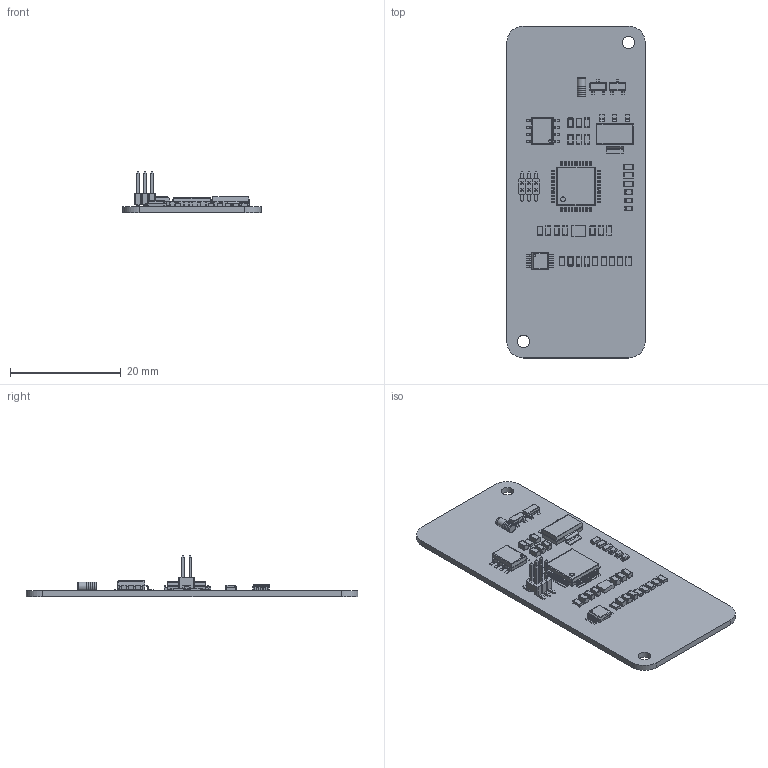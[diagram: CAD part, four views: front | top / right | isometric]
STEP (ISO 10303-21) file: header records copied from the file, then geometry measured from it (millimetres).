
FILE_DESCRIPTION(('Open CASCADE Model'),'2;1');
FILE_NAME('Open CASCADE Shape Model','2018-02-27T15:12:45',('Author'),( 'Open CASCADE'),'Open CASCADE STEP processor 6.8','Open CASCADE 6.8' ,'Unknown');
FILE_SCHEMA(('AUTOMOTIVE_DESIGN { 1 0 10303 214 1 1 1 1 }'));
Length unit declared in the file: millimetre
Products named in the file (117): PCB; Board; C3.2; 6773480256; Terminal; Open_CASCADE_STEP_translator_6.8_9.1.1; Open_CASCADE_STEP_translator_6.8_9.1.2; Mid_Body; Open_CASCADE_STEP_translator_6.8_9.2.1; R7.5; 6773479488; Open_CASCADE_STEP_translator_6.8_14.2.1; Mark; D3.5; LED_0603_yellow; U1.6; 6773482560; Open_CASCADE_STEP_translator_6.8_37.1; Body; Open_CASCADE_STEP_translator_6.8_37.2.1; Leader; U1.3; 6955277504; Open_CASCADE_STEP_translator_6.8_20.1; Open_CASCADE_STEP_translator_6.8_20.2.1; U1.5; 6588704960; Extruded; R6.5; R5.5; D2.5; LED_0603_red; D1.5; LED_0603_green; C1.5; 6835781440; Open_CASCADE_STEP_translator_6.8_8.1.1; Open_CASCADE_STEP_translator_6.8_8.1.2; Open_CASCADE_STEP_translator_6.8_8.2.1; C1.1 ...
Assembly tree (204 placements, depth 5):
  PCB
    Board
    C3.2
      6773480256
        Terminal
          Open_CASCADE_STEP_translator_6.8_9.1.1
          Open_CASCADE_STEP_translator_6.8_9.1.2
        Mid_Body
          Open_CASCADE_STEP_translator_6.8_9.2.1
    R7.5
      6773479488
        Mid_Body
        Terminal  x2
          Open_CASCADE_STEP_translator_6.8_14.2.1
        Mark
    D3.5
      LED_0603_yellow
    U1.6
      6773482560
        Open_CASCADE_STEP_translator_6.8_37.1
        Body
          Open_CASCADE_STEP_translator_6.8_37.2.1
        Leader  x24
        Leader  x24
    U1.3
      6955277504
        Open_CASCADE_STEP_translator_6.8_20.1
        Body
          Open_CASCADE_STEP_translator_6.8_20.2.1
        Leader  x8
    U1.5
      6588704960
        Extruded
    R6.5
      6773479488
        Mid_Body
        Terminal  x2
          Open_CASCADE_STEP_translator_6.8_14.2.1
        Mark
    R5.5
      6773479488
        Mid_Body
        Terminal  x2
          Open_CASCADE_STEP_translator_6.8_14.2.1
        Mark
    D2.5
      LED_0603_red
    D1.5
      LED_0603_green
    C1.5
      6835781440
        Terminal
          Open_CASCADE_STEP_translator_6.8_8.1.1
          Open_CASCADE_STEP_translator_6.8_8.1.2
        Mid_Body
          Open_CASCADE_STEP_translator_6.8_8.2.1
    C1.1
      6835781056
        Terminal
          Open_CASCADE_STEP_translator_6.8_8.1.1
Bounding box: 25 x 60 x 7.49 mm (x, y, z)
Volume: 1860.5 mm3; surface area: 4122.1 mm2
Topology: 193 solids, 196 shells, 3389 faces, 7264 edges, 4108 vertices
Faces by surface type: plane 2375, cylinder 784, sphere 164, bspline 66
Full cylindrical faces by diameter (mm): 0.375 x1, 0.5 x1, 0.875 x1, 1.525 x7, 2.25 x2
Entity records: 33182 total; most frequent: CARTESIAN_POINT 8802, DIRECTION 4568, ORIENTED_EDGE 4181, EDGE_CURVE 2092, AXIS2_PLACEMENT_3D 1546, LINE 1476, VECTOR 1476, VERTEX_POINT 1228
